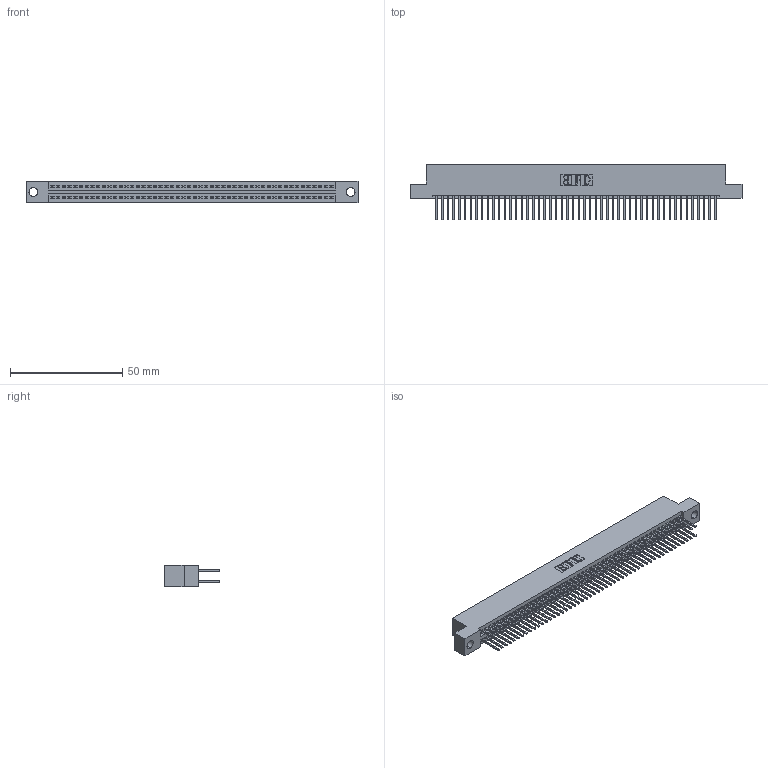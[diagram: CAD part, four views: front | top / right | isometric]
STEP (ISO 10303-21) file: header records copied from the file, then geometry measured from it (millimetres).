
FILE_DESCRIPTION (( 'STEP AP203' ), '1' );
FILE_NAME ('395-100-523-204.STEP', '2021-06-17T14:59:17', ( '' ), ( '' ), 'SwSTEP 2.0', 'SolidWorks 2020', '' );
FILE_SCHEMA (( 'CONFIG_CONTROL_DESIGN' ));
Length unit declared in the file: inch
Products named in the file (3): 345-292-001_345-293-123; 345 Part_Flush Mounting Lugs - 0.156 Dia-TI; 395-100-523-204
Assembly tree (101 placements, depth 2):
  395-100-523-204
    345 Part_Flush Mounting Lugs - 0.156 Dia-TI
    345-292-001_345-293-123  x100
Bounding box: 148.21 x 24.82 x 9.4 mm (x, y, z)
Volume: 14570.5 mm3; surface area: 22463.5 mm2
Topology: 101 solids, 101 shells, 5140 faces, 15277 edges, 10050 vertices
Faces by surface type: plane 3394, cylinder 1746
Entity records: 38591 total; most frequent: CARTESIAN_POINT 6466, ORIENTED_EDGE 6398, DIRECTION 5691, EDGE_CURVE 3199, VECTOR 2867, LINE 2867, VERTEX_POINT 2130, AXIS2_PLACEMENT_3D 1412
